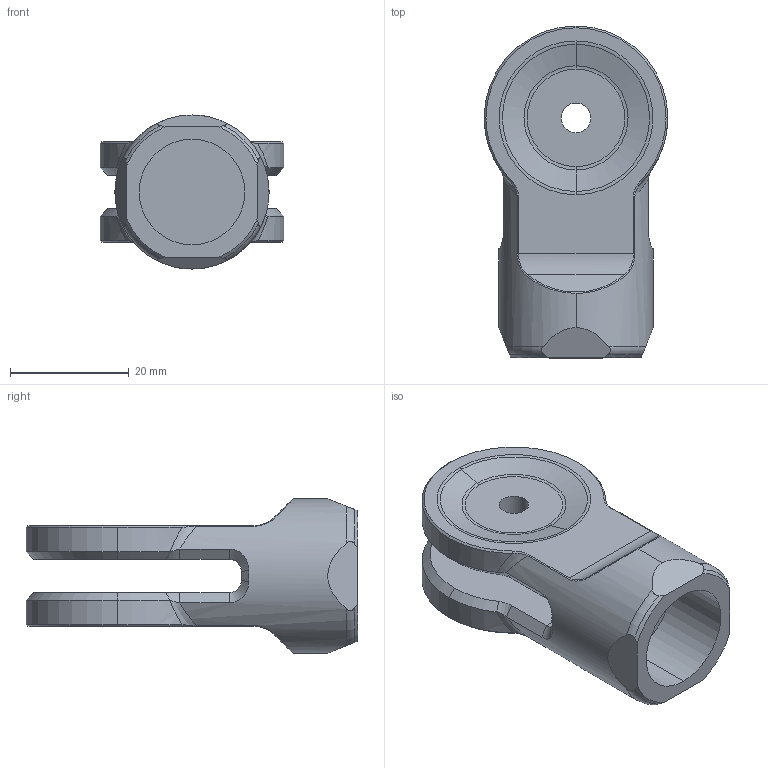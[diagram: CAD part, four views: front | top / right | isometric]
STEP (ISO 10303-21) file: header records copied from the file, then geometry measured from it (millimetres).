
FILE_DESCRIPTION (( 'STEP AP214' ), '1' );
FILE_NAME ('ÎÄÌ.002.00.03.001 Âèëêà.STEP', '2020-05-12T06:26:31', ( '' ), ( '' ), 'SwSTEP 2.0', 'SolidWorks 2017', '' );
FILE_SCHEMA (( 'AUTOMOTIVE_DESIGN' ));
Length unit declared in the file: millimetre
Products named in the file (1): ÎÄÌ.002.00.03.001 Âèëêà
Bounding box: 31 x 56 x 26 mm (x, y, z)
Volume: 15606.4 mm3; surface area: 7433.5 mm2
Topology: 1 solids, 1 shells, 104 faces, 246 edges, 148 vertices
Faces by surface type: plane 30, cone 22, bspline 22, cylinder 18, torus 12
Entity records: 5386 total; most frequent: CARTESIAN_POINT 3177, ORIENTED_EDGE 492, DIRECTION 388, EDGE_CURVE 246, AXIS2_PLACEMENT_3D 159, VERTEX_POINT 148, EDGE_LOOP 112, FACE_OUTER_BOUND 104
